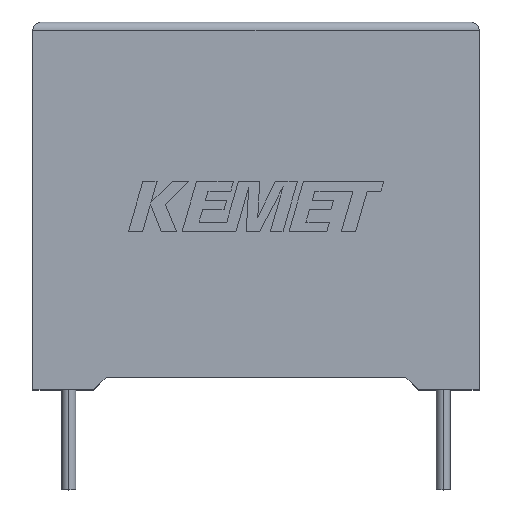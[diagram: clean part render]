
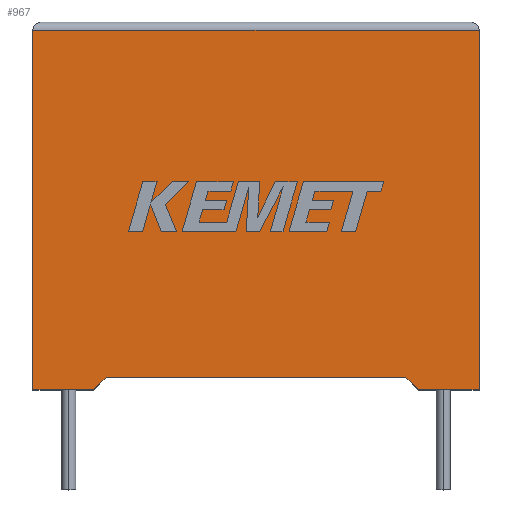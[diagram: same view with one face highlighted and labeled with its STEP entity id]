
A CAD part, top view. The second image highlights one B-rep face of the part: STEP entity #967.
In plain terms, the highlighted planar face has unit normal (0, 0, 1).
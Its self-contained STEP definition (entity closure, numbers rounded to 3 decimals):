
#93 = CARTESIAN_POINT ( 'NONE',  ( 3.65, 0., 13.2 ) ) ;
#155 = ORIENTED_EDGE ( 'NONE', *, *, #1970, .T. ) ;
#214 = EDGE_CURVE ( 'NONE', #595, #1803, #2643, .T. ) ;
#236 = DIRECTION ( 'NONE',  ( 0., 0., -1. ) ) ;
#253 = EDGE_CURVE ( 'NONE', #624, #2091, #1111, .T. ) ;
#265 = VECTOR ( 'NONE', #667, 1000. ) ;
#313 = AXIS2_PLACEMENT_3D ( 'NONE', #1663, #236, #2106 ) ;
#479 = ORIENTED_EDGE ( 'NONE', *, *, #253, .T. ) ;
#481 = CARTESIAN_POINT ( 'NONE',  ( 13.4, 0.762, 13.2 ) ) ;
#572 = DIRECTION ( 'NONE',  ( -0.699, -0.715, 0. ) ) ;
#595 = VERTEX_POINT ( 'NONE', #900 ) ;
#624 = VERTEX_POINT ( 'NONE', #1866 ) ;
#632 = ORIENTED_EDGE ( 'NONE', *, *, #2364, .T. ) ;
#650 = PLANE ( 'NONE',  #313 ) ;
#662 = ORIENTED_EDGE ( 'NONE', *, *, #2972, .F. ) ;
#667 = DIRECTION ( 'NONE',  ( 0., -1., 0. ) ) ;
#705 = CARTESIAN_POINT ( 'NONE',  ( 0., 0., 13.2 ) ) ;
#807 = VECTOR ( 'NONE', #2518, 1000. ) ;
#811 = CARTESIAN_POINT ( 'NONE',  ( 26.8, 0., 13.2 ) ) ;
#818 = EDGE_CURVE ( 'NONE', #2854, #624, #1474, .T. ) ;
#840 = VERTEX_POINT ( 'NONE', #1763 ) ;
#842 = ORIENTED_EDGE ( 'NONE', *, *, #1378, .T. ) ;
#900 = CARTESIAN_POINT ( 'NONE',  ( 22.406, 0.762, 13.2 ) ) ;
#967 = ADVANCED_FACE ( 'NONE', ( #1339 ), #650, .F. ) ;
#991 = VECTOR ( 'NONE', #2430, 1000. ) ;
#1111 = LINE ( 'NONE', #705, #265 ) ;
#1147 = CARTESIAN_POINT ( 'NONE',  ( 23.15, 0., 13.2 ) ) ;
#1230 = CARTESIAN_POINT ( 'NONE',  ( 4.394, 0.762, 13.2 ) ) ;
#1245 = ORIENTED_EDGE ( 'NONE', *, *, #214, .T. ) ;
#1275 = CARTESIAN_POINT ( 'NONE',  ( 0., 0., 13.2 ) ) ;
#1339 = FACE_OUTER_BOUND ( 'NONE', #1400, .T. ) ;
#1343 = VECTOR ( 'NONE', #1444, 1000. ) ;
#1347 = VECTOR ( 'NONE', #2627, 1000. ) ;
#1353 = ORIENTED_EDGE ( 'NONE', *, *, #1662, .F. ) ;
#1378 = EDGE_CURVE ( 'NONE', #1803, #840, #1387, .T. ) ;
#1387 = LINE ( 'NONE', #2338, #1432 ) ;
#1400 = EDGE_LOOP ( 'NONE', ( #632, #2804, #479, #155, #662, #1353, #1245, #842 ) ) ;
#1422 = DIRECTION ( 'NONE',  ( 0.699, -0.715, 0. ) ) ;
#1432 = VECTOR ( 'NONE', #2515, 1000. ) ;
#1444 = DIRECTION ( 'NONE',  ( -1., 0., 0. ) ) ;
#1474 = LINE ( 'NONE', #1723, #991 ) ;
#1489 = VECTOR ( 'NONE', #1422, 1000. ) ;
#1662 = EDGE_CURVE ( 'NONE', #595, #2591, #2635, .T. ) ;
#1663 = CARTESIAN_POINT ( 'NONE',  ( 0., 0., 13.2 ) ) ;
#1723 = CARTESIAN_POINT ( 'NONE',  ( 0., 21.6, 13.2 ) ) ;
#1763 = CARTESIAN_POINT ( 'NONE',  ( 26.8, 0., 13.2 ) ) ;
#1803 = VERTEX_POINT ( 'NONE', #1147 ) ;
#1866 = CARTESIAN_POINT ( 'NONE',  ( 0., 21.6, 13.2 ) ) ;
#1970 = EDGE_CURVE ( 'NONE', #2091, #2880, #2881, .T. ) ;
#1980 = CARTESIAN_POINT ( 'NONE',  ( 3.65, 0., 13.2 ) ) ;
#2091 = VERTEX_POINT ( 'NONE', #2305 ) ;
#2106 = DIRECTION ( 'NONE',  ( -1., 0., 0. ) ) ;
#2138 = CARTESIAN_POINT ( 'NONE',  ( 26.8, 21.6, 13.2 ) ) ;
#2305 = CARTESIAN_POINT ( 'NONE',  ( 0., 0., 13.2 ) ) ;
#2338 = CARTESIAN_POINT ( 'NONE',  ( 0., 0., 13.2 ) ) ;
#2364 = EDGE_CURVE ( 'NONE', #840, #2854, #2478, .T. ) ;
#2430 = DIRECTION ( 'NONE',  ( -1., 0., 0. ) ) ;
#2478 = LINE ( 'NONE', #811, #807 ) ;
#2515 = DIRECTION ( 'NONE',  ( 1., 0., 0. ) ) ;
#2518 = DIRECTION ( 'NONE',  ( 0., 1., 0. ) ) ;
#2591 = VERTEX_POINT ( 'NONE', #1230 ) ;
#2627 = DIRECTION ( 'NONE',  ( 1., 0., 0. ) ) ;
#2635 = LINE ( 'NONE', #481, #1343 ) ;
#2643 = LINE ( 'NONE', #2850, #1489 ) ;
#2732 = LINE ( 'NONE', #1980, #3008 ) ;
#2804 = ORIENTED_EDGE ( 'NONE', *, *, #818, .T. ) ;
#2850 = CARTESIAN_POINT ( 'NONE',  ( 23.15, 0., 13.2 ) ) ;
#2854 = VERTEX_POINT ( 'NONE', #2138 ) ;
#2880 = VERTEX_POINT ( 'NONE', #93 ) ;
#2881 = LINE ( 'NONE', #1275, #1347 ) ;
#2972 = EDGE_CURVE ( 'NONE', #2591, #2880, #2732, .T. ) ;
#3008 = VECTOR ( 'NONE', #572, 1000. ) ;
